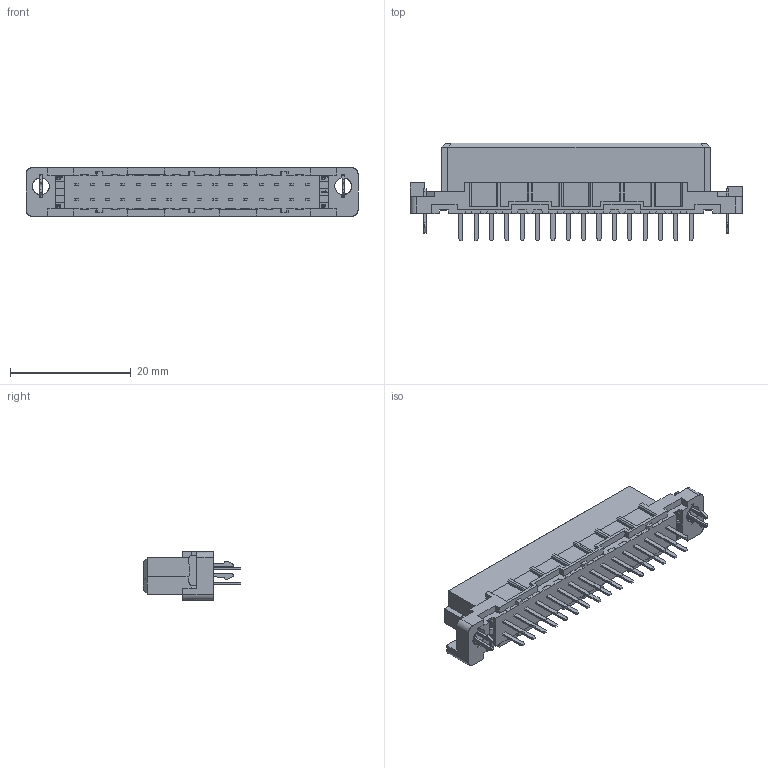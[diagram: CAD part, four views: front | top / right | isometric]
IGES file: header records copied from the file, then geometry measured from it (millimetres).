
Start section: ZWSOFT
Global section: file name: 3412-2XXBFSXXWAX.igs; native system: ZW3D; preprocessor: 1.0; author: ZW3D; organization: ZWSOFT; date: 231009.161935; units: millimetre
Bounding box: 54.9 x 16.1 x 8 mm (x, y, z)
Surface area: 2991.5 mm2 (no closed solid volume)
Topology: 0 solids, 0 shells, 1240 faces, 6843 edges, 6843 vertices
Faces by surface type: bspline 1240
